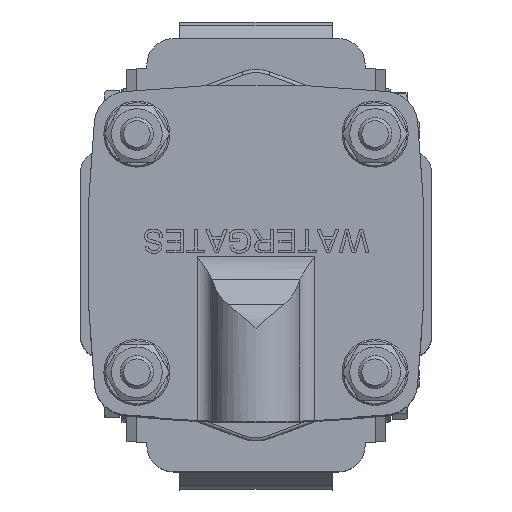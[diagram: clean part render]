
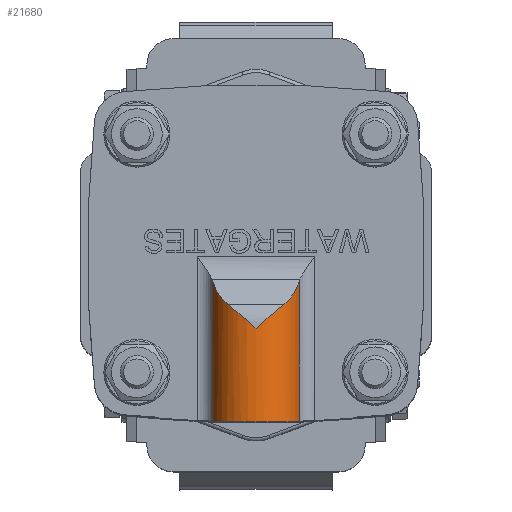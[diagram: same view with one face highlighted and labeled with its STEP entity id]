
A CAD part, top view. The second image highlights one B-rep face of the part: STEP entity #21680.
In plain terms, the highlighted cylindrical face has radius 13.5 mm (diameter 27 mm), a partial arc.
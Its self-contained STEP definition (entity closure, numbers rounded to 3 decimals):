
#2508=LINE('',#39061,#4238);
#2509=LINE('',#39068,#4239);
#2510=LINE('',#39088,#4240);
#4238=VECTOR('',#28383,13.5);
#4239=VECTOR('',#28384,42.122);
#4240=VECTOR('',#28389,42.122);
#4826=ELLIPSE('',#23756,19.092,13.5);
#4827=ELLIPSE('',#23757,19.092,13.5);
#5118=CYLINDRICAL_SURFACE('',#23755,13.5);
#6083=FACE_OUTER_BOUND('',#7451,.T.);
#7451=EDGE_LOOP('',(#18711,#18712,#18713,#18714,#18715,#18716,#18717,#18718,
#18719,#18720));
#8561=CIRCLE('',#23758,13.5);
#9060=B_SPLINE_CURVE_WITH_KNOTS('',3,(#39063,#39064,#39065,#39066),
 .UNSPECIFIED.,.F.,.F.,(4,4),(3.712,4.069),
 .UNSPECIFIED.);
#9061=B_SPLINE_CURVE_WITH_KNOTS('',3,(#39072,#39073,#39074,#39075,#39076,
#39077),.UNSPECIFIED.,.F.,.F.,(4,2,4),(5.927,6.429,
7.018),.UNSPECIFIED.);
#9062=B_SPLINE_CURVE_WITH_KNOTS('',3,(#39079,#39080,#39081,#39082,#39083,
#39084),.UNSPECIFIED.,.F.,.F.,(4,2,4),(0.,0.59,1.091),
 .UNSPECIFIED.);
#9063=B_SPLINE_CURVE_WITH_KNOTS('',3,(#39090,#39091,#39092,#39093,#39094,
#39095,#39096,#39097,#39098,#39099,#39100,#39101,#39102),.UNSPECIFIED.,
 .F.,.F.,(4,3,2,2,2,4),(-0.357,0.,0.509,1.017,
1.526,2.034),.UNSPECIFIED.);
#10575=VERTEX_POINT('',#39059);
#10576=VERTEX_POINT('',#39060);
#10577=VERTEX_POINT('',#39062);
#10578=VERTEX_POINT('',#39067);
#10579=VERTEX_POINT('',#39069);
#10580=VERTEX_POINT('',#39071);
#10581=VERTEX_POINT('',#39078);
#10582=VERTEX_POINT('',#39085);
#10583=VERTEX_POINT('',#39087);
#10584=VERTEX_POINT('',#39089);
#13382=EDGE_CURVE('',#10575,#10576,#2508,.T.);
#13383=EDGE_CURVE('',#10575,#10577,#9060,.F.);
#13384=EDGE_CURVE('',#10578,#10577,#2509,.T.);
#13385=EDGE_CURVE('',#10578,#10579,#4826,.T.);
#13386=EDGE_CURVE('',#10579,#10580,#9061,.T.);
#13387=EDGE_CURVE('',#10580,#10581,#9062,.T.);
#13388=EDGE_CURVE('',#10581,#10582,#4827,.T.);
#13389=EDGE_CURVE('',#10583,#10582,#2510,.T.);
#13390=EDGE_CURVE('',#10583,#10584,#9063,.T.);
#13391=EDGE_CURVE('',#10584,#10576,#8561,.T.);
#18711=ORIENTED_EDGE('',*,*,#13382,.F.);
#18712=ORIENTED_EDGE('',*,*,#13383,.T.);
#18713=ORIENTED_EDGE('',*,*,#13384,.F.);
#18714=ORIENTED_EDGE('',*,*,#13385,.T.);
#18715=ORIENTED_EDGE('',*,*,#13386,.T.);
#18716=ORIENTED_EDGE('',*,*,#13387,.T.);
#18717=ORIENTED_EDGE('',*,*,#13388,.T.);
#18718=ORIENTED_EDGE('',*,*,#13389,.F.);
#18719=ORIENTED_EDGE('',*,*,#13390,.T.);
#18720=ORIENTED_EDGE('',*,*,#13391,.T.);
#21680=ADVANCED_FACE('',(#6083),#5118,.T.);
#23755=AXIS2_PLACEMENT_3D('',#39058,#28381,#28382);
#23756=AXIS2_PLACEMENT_3D('',#39070,#28385,#28386);
#23757=AXIS2_PLACEMENT_3D('',#39086,#28387,#28388);
#23758=AXIS2_PLACEMENT_3D('',#39103,#28390,#28391);
#28381=DIRECTION('center_axis',(-1.,0.,0.));
#28382=DIRECTION('ref_axis',(0.,-1.,0.));
#28383=DIRECTION('',(1.,0.,0.));
#28384=DIRECTION('',(1.,0.,0.));
#28385=DIRECTION('center_axis',(0.707,0.,-0.707));
#28386=DIRECTION('ref_axis',(0.707,0.,0.707));
#28387=DIRECTION('center_axis',(0.707,0.,-0.707));
#28388=DIRECTION('ref_axis',(0.707,0.,0.707));
#28389=DIRECTION('',(-1.,0.,0.));
#28390=DIRECTION('center_axis',(-1.,0.,0.));
#28391=DIRECTION('ref_axis',(0.,-1.,0.));
#39058=CARTESIAN_POINT('Origin',(51.,0.,14.));
#39059=CARTESIAN_POINT('',(50.753,13.5,14.));
#39060=CARTESIAN_POINT('',(51.,13.5,14.));
#39061=CARTESIAN_POINT('',(51.,13.5,14.));
#39062=CARTESIAN_POINT('',(50.771,12.998,17.649));
#39063=CARTESIAN_POINT('Ctrl Pts',(50.771,12.998,17.649));
#39064=CARTESIAN_POINT('Ctrl Pts',(50.759,13.338,16.437));
#39065=CARTESIAN_POINT('Ctrl Pts',(50.753,13.5,15.19));
#39066=CARTESIAN_POINT('Ctrl Pts',(50.753,13.5,14.));
#39067=CARTESIAN_POINT('',(8.649,12.998,17.649));
#39068=CARTESIAN_POINT('',(8.649,12.998,17.649));
#39069=CARTESIAN_POINT('',(15.571,8.397,24.571));
#39070=CARTESIAN_POINT('Origin',(5.,0.,14.));
#39071=CARTESIAN_POINT('',(22.642,0.,27.5));
#39072=CARTESIAN_POINT('Ctrl Pts',(15.571,8.397,24.571));
#39073=CARTESIAN_POINT('Ctrl Pts',(16.471,7.264,25.471));
#39074=CARTESIAN_POINT('Ctrl Pts',(17.534,5.984,26.183));
#39075=CARTESIAN_POINT('Ctrl Pts',(19.968,3.106,27.242));
#39076=CARTESIAN_POINT('Ctrl Pts',(21.36,1.489,27.5));
#39077=CARTESIAN_POINT('Ctrl Pts',(22.642,0.,27.5));
#39078=CARTESIAN_POINT('',(15.571,-8.397,24.571));
#39079=CARTESIAN_POINT('Ctrl Pts',(22.642,0.,27.5));
#39080=CARTESIAN_POINT('Ctrl Pts',(21.36,-1.489,27.5));
#39081=CARTESIAN_POINT('Ctrl Pts',(19.968,-3.106,27.242));
#39082=CARTESIAN_POINT('Ctrl Pts',(17.534,-5.984,26.183));
#39083=CARTESIAN_POINT('Ctrl Pts',(16.471,-7.264,25.471));
#39084=CARTESIAN_POINT('Ctrl Pts',(15.571,-8.397,24.571));
#39085=CARTESIAN_POINT('',(8.649,-12.998,17.649));
#39086=CARTESIAN_POINT('Origin',(5.,0.,14.));
#39087=CARTESIAN_POINT('',(50.771,-12.998,17.649));
#39088=CARTESIAN_POINT('',(50.771,-12.998,17.649));
#39089=CARTESIAN_POINT('',(51.,0.,0.5));
#39090=CARTESIAN_POINT('Ctrl Pts',(50.771,-12.998,17.649));
#39091=CARTESIAN_POINT('Ctrl Pts',(50.759,-13.338,16.437));
#39092=CARTESIAN_POINT('Ctrl Pts',(50.753,-13.5,15.19));
#39093=CARTESIAN_POINT('Ctrl Pts',(50.753,-13.5,14.));
#39094=CARTESIAN_POINT('Ctrl Pts',(50.753,-13.5,12.305));
#39095=CARTESIAN_POINT('Ctrl Pts',(50.766,-13.161,10.497));
#39096=CARTESIAN_POINT('Ctrl Pts',(50.812,-11.783,7.171));
#39097=CARTESIAN_POINT('Ctrl Pts',(50.845,-10.744,5.653));
#39098=CARTESIAN_POINT('Ctrl Pts',(50.907,-8.347,3.256));
#39099=CARTESIAN_POINT('Ctrl Pts',(50.94,-6.829,2.217));
#39100=CARTESIAN_POINT('Ctrl Pts',(50.987,-3.503,0.839));
#39101=CARTESIAN_POINT('Ctrl Pts',(51.,-1.695,0.5));
#39102=CARTESIAN_POINT('Ctrl Pts',(51.,0.,
0.5));
#39103=CARTESIAN_POINT('Origin',(51.,0.,14.));
